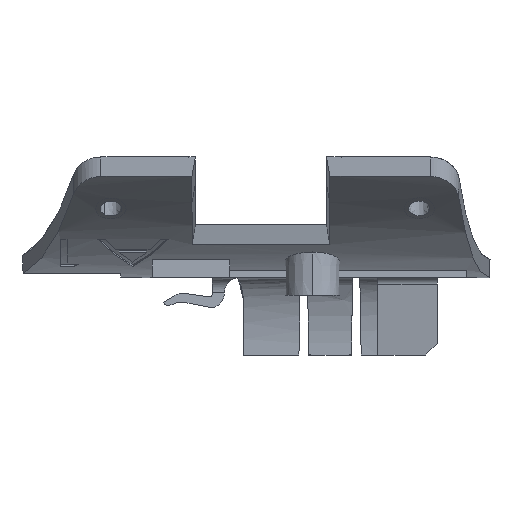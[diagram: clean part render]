
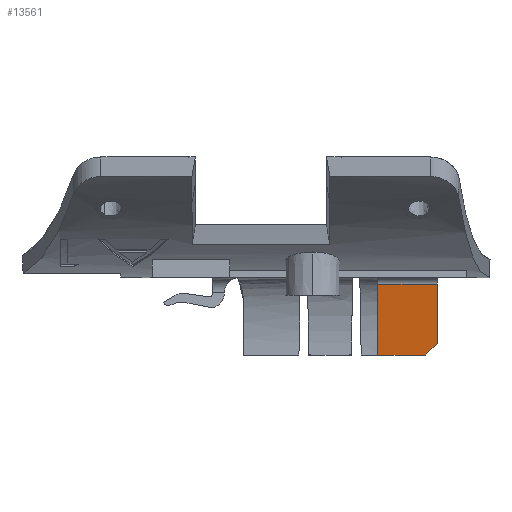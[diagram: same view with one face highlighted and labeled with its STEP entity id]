
A CAD part, front view. The second image highlights one B-rep face of the part: STEP entity #13561.
In plain terms, the highlighted planar face has unit normal (0, -0.99, -0.144).
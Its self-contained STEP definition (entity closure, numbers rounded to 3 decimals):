
#106 = LINE ( 'NONE', #4135, #10466 ) ;
#223 = VERTEX_POINT ( 'NONE', #251 ) ;
#251 = CARTESIAN_POINT ( 'NONE',  ( 58.177, 21.504, 21.265 ) ) ;
#599 = CARTESIAN_POINT ( 'NONE',  ( 58.177, 23.243, 9.352 ) ) ;
#827 = VERTEX_POINT ( 'NONE', #9517 ) ;
#909 = ORIENTED_EDGE ( 'NONE', *, *, #12295, .T. ) ;
#968 = DIRECTION ( 'NONE',  ( 0.703, -0.103, 0.703 ) ) ;
#1176 = VECTOR ( 'NONE', #4498, 1000. ) ;
#2001 = CARTESIAN_POINT ( 'NONE',  ( 58.177, 22.951, 11.352 ) ) ;
#2374 = CARTESIAN_POINT ( 'NONE',  ( 56.177, 23.243, 9.352 ) ) ;
#2685 = CARTESIAN_POINT ( 'NONE',  ( 58.177, 24.095, 3.517 ) ) ;
#3623 = EDGE_CURVE ( 'NONE', #11458, #827, #11913, .T. ) ;
#3785 = DIRECTION ( 'NONE',  ( 0., -0.144, 0.99 ) ) ;
#3822 = LINE ( 'NONE', #10346, #12250 ) ;
#4135 = CARTESIAN_POINT ( 'NONE',  ( 58.177, 21.504, 21.265 ) ) ;
#4220 = ORIENTED_EDGE ( 'NONE', *, *, #5680, .F. ) ;
#4385 = VERTEX_POINT ( 'NONE', #2001 ) ;
#4451 = ORIENTED_EDGE ( 'NONE', *, *, #12716, .T. ) ;
#4498 = DIRECTION ( 'NONE',  ( 0., 0.144, -0.99 ) ) ;
#4583 = ORIENTED_EDGE ( 'NONE', *, *, #3623, .F. ) ;
#5176 = DIRECTION ( 'NONE',  ( -1., 0., 0. ) ) ;
#5332 = DIRECTION ( 'NONE',  ( 0., 0.144, -0.99 ) ) ;
#5576 = CARTESIAN_POINT ( 'NONE',  ( 48.177, 21.504, 21.265 ) ) ;
#5680 = EDGE_CURVE ( 'NONE', #223, #4385, #9672, .T. ) ;
#5697 = VERTEX_POINT ( 'NONE', #5576 ) ;
#5968 = EDGE_CURVE ( 'NONE', #5697, #827, #3822, .T. ) ;
#7741 = VECTOR ( 'NONE', #968, 1000. ) ;
#8535 = EDGE_LOOP ( 'NONE', ( #4583, #4451, #4220, #909, #13626 ) ) ;
#8552 = FACE_OUTER_BOUND ( 'NONE', #8535, .T. ) ;
#8696 = CARTESIAN_POINT ( 'NONE',  ( 58.177, 21.504, 21.265 ) ) ;
#9419 = DIRECTION ( 'NONE',  ( -1., 0., 0. ) ) ;
#9456 = VECTOR ( 'NONE', #5176, 1000. ) ;
#9517 = CARTESIAN_POINT ( 'NONE',  ( 48.177, 23.243, 9.352 ) ) ;
#9672 = LINE ( 'NONE', #8696, #1176 ) ;
#10108 = DIRECTION ( 'NONE',  ( 0., 0.99, 0.144 ) ) ;
#10251 = AXIS2_PLACEMENT_3D ( 'NONE', #2685, #10108, #3785 ) ;
#10346 = CARTESIAN_POINT ( 'NONE',  ( 48.177, 21.504, 21.265 ) ) ;
#10466 = VECTOR ( 'NONE', #9419, 1000. ) ;
#10531 = LINE ( 'NONE', #13665, #7741 ) ;
#11458 = VERTEX_POINT ( 'NONE', #2374 ) ;
#11913 = LINE ( 'NONE', #599, #9456 ) ;
#12183 = PLANE ( 'NONE',  #10251 ) ;
#12250 = VECTOR ( 'NONE', #5332, 1000. ) ;
#12295 = EDGE_CURVE ( 'NONE', #223, #5697, #106, .T. ) ;
#12716 = EDGE_CURVE ( 'NONE', #11458, #4385, #10531, .T. ) ;
#13561 = ADVANCED_FACE ( 'NONE', ( #8552 ), #12183, .F. ) ;
#13626 = ORIENTED_EDGE ( 'NONE', *, *, #5968, .T. ) ;
#13665 = CARTESIAN_POINT ( 'NONE',  ( 59.834, 22.709, 13.009 ) ) ;
